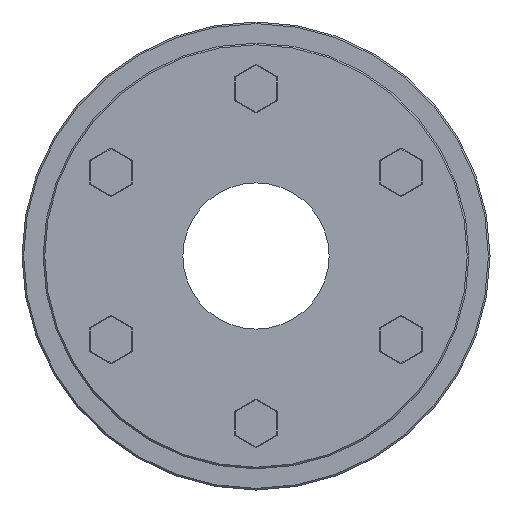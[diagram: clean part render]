
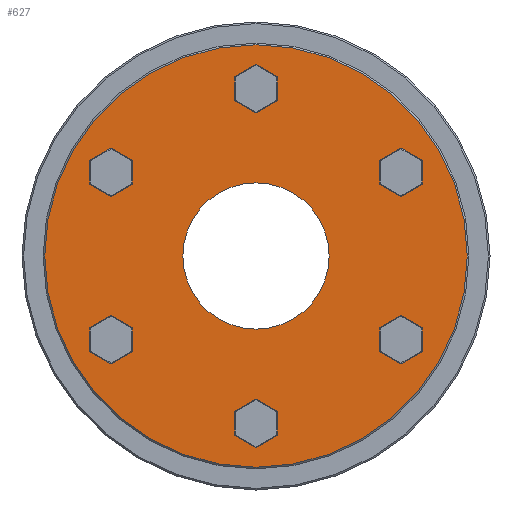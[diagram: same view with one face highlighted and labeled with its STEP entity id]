
A CAD part, left-side view. The second image highlights one B-rep face of the part: STEP entity #627.
In plain terms, the highlighted planar face has unit normal (-1, 0, 0).
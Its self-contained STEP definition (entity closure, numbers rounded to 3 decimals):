
#11 = EDGE_LOOP ( 'NONE', ( #129, #130 ) ) ;
#25 = EDGE_LOOP ( 'NONE', ( #131, #132 ) ) ;
#129 = ORIENTED_EDGE ( 'NONE', *, *, #451, .T. ) ;
#130 = ORIENTED_EDGE ( 'NONE', *, *, #415, .T. ) ;
#131 = ORIENTED_EDGE ( 'NONE', *, *, #439, .T. ) ;
#132 = ORIENTED_EDGE ( 'NONE', *, *, #444, .T. ) ;
#321 = VERTEX_POINT ( 'NONE', #5405 ) ;
#322 = VERTEX_POINT ( 'NONE', #5406 ) ;
#415 = EDGE_CURVE ( 'NONE', #322, #321, #5980, .T. ) ;
#439 = EDGE_CURVE ( 'NONE', #865, #864, #6019, .T. ) ;
#444 = EDGE_CURVE ( 'NONE', #864, #865, #6025, .T. ) ;
#451 = EDGE_CURVE ( 'NONE', #321, #322, #6031, .T. ) ;
#627 = ADVANCED_FACE ( 'NONE', ( #6597, #6600 ), #7311, .T. ) ;
#864 = VERTEX_POINT ( 'NONE', #8492 ) ;
#865 = VERTEX_POINT ( 'NONE', #8493 ) ;
#5092 = AXIS2_PLACEMENT_3D ( 'NONE', #6165, #6166, #6167 ) ;
#5100 = AXIS2_PLACEMENT_3D ( 'NONE', #6235, #6237, #6238 ) ;
#5104 = AXIS2_PLACEMENT_3D ( 'NONE', #6224, #6227, #6228 ) ;
#5107 = AXIS2_PLACEMENT_3D ( 'NONE', #6256, #6258, #6259 ) ;
#5405 = CARTESIAN_POINT ( 'NONE',  ( -79.7, 65.002, 0. ) ) ;
#5406 = CARTESIAN_POINT ( 'NONE',  ( -79.7, -65.002, 0. ) ) ;
#5980 = CIRCLE ( 'NONE', #5092, 65.002 ) ;
#6019 = CIRCLE ( 'NONE', #5104, 22.5 ) ;
#6025 = CIRCLE ( 'NONE', #5100, 22.5 ) ;
#6031 = CIRCLE ( 'NONE', #5107, 65.002 ) ;
#6165 = CARTESIAN_POINT ( 'NONE',  ( -79.7, 0., 0. ) ) ;
#6166 = DIRECTION ( 'NONE',  ( -1., 0., 0. ) ) ;
#6167 = DIRECTION ( 'NONE',  ( 0., -1., 0. ) ) ;
#6224 = CARTESIAN_POINT ( 'NONE',  ( -79.7, 0., 0. ) ) ;
#6227 = DIRECTION ( 'NONE',  ( 1., 0., 0. ) ) ;
#6228 = DIRECTION ( 'NONE',  ( 0., 1., 0. ) ) ;
#6235 = CARTESIAN_POINT ( 'NONE',  ( -79.7, 0., 0. ) ) ;
#6237 = DIRECTION ( 'NONE',  ( 1., 0., 0. ) ) ;
#6238 = DIRECTION ( 'NONE',  ( 0., 1., 0. ) ) ;
#6256 = CARTESIAN_POINT ( 'NONE',  ( -79.7, 0., 0. ) ) ;
#6258 = DIRECTION ( 'NONE',  ( -1., 0., 0. ) ) ;
#6259 = DIRECTION ( 'NONE',  ( 0., -1., 0. ) ) ;
#6597 = FACE_OUTER_BOUND ( 'NONE', #11, .T. ) ;
#6600 = FACE_BOUND ( 'NONE', #25, .T. ) ;
#7310 = CARTESIAN_POINT ( 'NONE',  ( -79.7, 22.5, 0. ) ) ;
#7311 = PLANE ( 'NONE',  #7419 ) ;
#7313 = DIRECTION ( 'NONE',  ( -1., 0., 0. ) ) ;
#7314 = DIRECTION ( 'NONE',  ( 0., -1., 0. ) ) ;
#7419 = AXIS2_PLACEMENT_3D ( 'NONE', #7310, #7313, #7314 ) ;
#8492 = CARTESIAN_POINT ( 'NONE',  ( -79.7, -22.5, 0. ) ) ;
#8493 = CARTESIAN_POINT ( 'NONE',  ( -79.7, 22.5, 0. ) ) ;
